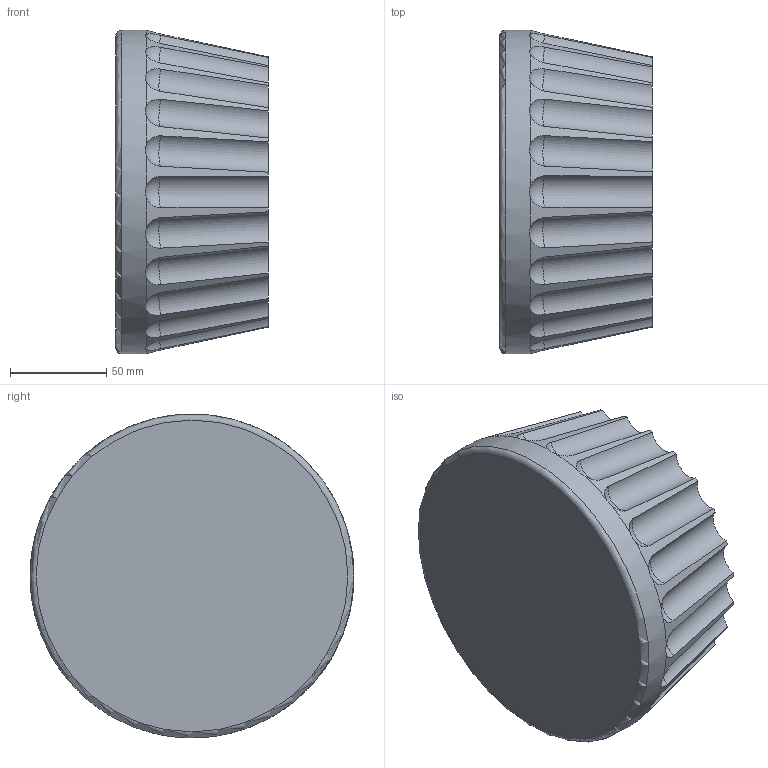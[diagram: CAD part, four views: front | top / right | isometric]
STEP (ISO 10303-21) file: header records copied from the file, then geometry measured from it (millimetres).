
FILE_DESCRIPTION(/* description */ ('6 INCH ALUMINUM CORE CONE'),/* implementation_level */ '2;1');
FILE_NAME(/* name */ '41564-03 6 INCH CORE CONE CUSTOMER DWG.stp',/* time_stamp */ '2017-06-02T14:09:41-04:00',/* author */ ('mtrusz'),/* organization */ ('CONVERTER ACCESSORY CORPORATION WIND GAP, PA 18091'),/* preprocessor_version */ 'ST-DEVELOPER v16.5',/* originating_system */ 'Autodesk Inventor 2017',/* authorisation */ '');
FILE_SCHEMA (('AUTOMOTIVE_DESIGN { 1 0 10303 214 3 1 1 }'));
Length unit declared in the file: inch
Products named in the file (2): 41564-03 CUSTOMER DWG; 41564-03
Assembly tree (1 placements, depth 2):
  41564-03 CUSTOMER DWG
    41564-03
Bounding box: 79.38 x 168.27 x 168.27 mm (x, y, z)
Volume: 1455383.7 mm3; surface area: 82103.6 mm2
Topology: 1 solids, 1 shells, 77 faces, 225 edges, 150 vertices
Faces by surface type: cylinder 26, sphere 24, cone 24, plane 2, torus 1
Full cylindrical faces by diameter (mm): 0 x1, 168.275 x1
Entity records: 3276 total; most frequent: CARTESIAN_POINT 1336, ORIENTED_EDGE 440, DIRECTION 360, EDGE_CURVE 220, AXIS2_PLACEMENT_3D 180, VERTEX_POINT 148, B_SPLINE_CURVE_WITH_KNOTS 120, EDGE_LOOP 82
